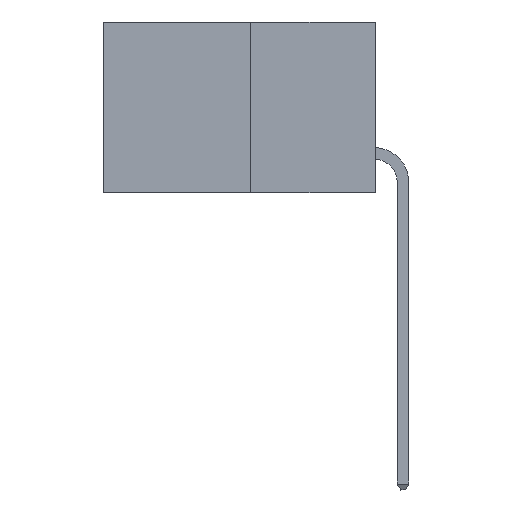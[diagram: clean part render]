
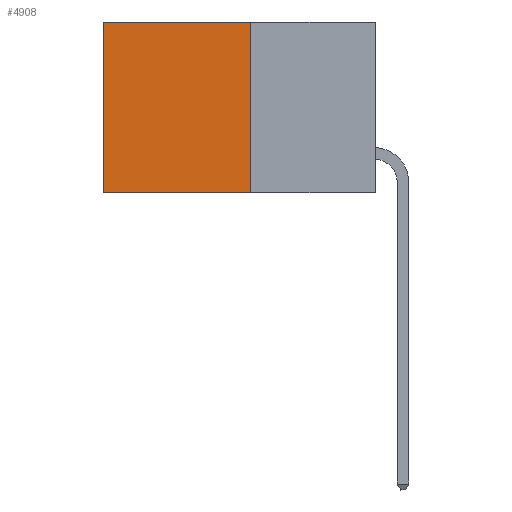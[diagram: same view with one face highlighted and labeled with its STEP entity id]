
A CAD part, left-side view. The second image highlights one B-rep face of the part: STEP entity #4908.
In plain terms, the highlighted planar face has unit normal (-1, 0, 0).
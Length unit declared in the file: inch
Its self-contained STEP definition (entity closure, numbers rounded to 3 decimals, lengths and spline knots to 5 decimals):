
#215 = DIRECTION ( 'NONE',  ( 0., 0., -1. ) ) ;
#271 = CARTESIAN_POINT ( 'NONE',  ( 0.277, 0.27, -0.37 ) ) ;
#360 = VECTOR ( 'NONE', #215, 39.37008 ) ;
#965 = LINE ( 'NONE', #8829, #5311 ) ;
#969 = CARTESIAN_POINT ( 'NONE',  ( 0.277, 0.59, 0. ) ) ;
#1577 = VERTEX_POINT ( 'NONE', #3200 ) ;
#1661 = VECTOR ( 'NONE', #6493, 39.37008 ) ;
#1817 = VERTEX_POINT ( 'NONE', #969 ) ;
#2387 = LINE ( 'NONE', #271, #360 ) ;
#2461 = VERTEX_POINT ( 'NONE', #2836 ) ;
#2646 = LINE ( 'NONE', #8664, #6405 ) ;
#2666 = DIRECTION ( 'NONE',  ( 0., 0., -1. ) ) ;
#2682 = DIRECTION ( 'NONE',  ( 1., 0., 0. ) ) ;
#2825 = PLANE ( 'NONE',  #4864 ) ;
#2836 = CARTESIAN_POINT ( 'NONE',  ( 0.277, 0.27, -0.37 ) ) ;
#2845 = ORIENTED_EDGE ( 'NONE', *, *, #8908, .T. ) ;
#2896 = ORIENTED_EDGE ( 'NONE', *, *, #5386, .F. ) ;
#2905 = ORIENTED_EDGE ( 'NONE', *, *, #9061, .F. ) ;
#2959 = ORIENTED_EDGE ( 'NONE', *, *, #6575, .T. ) ;
#3014 = CARTESIAN_POINT ( 'NONE',  ( 0.277, 0.27, -0.37 ) ) ;
#3200 = CARTESIAN_POINT ( 'NONE',  ( 0.277, 0.59, -0.37 ) ) ;
#3302 = DIRECTION ( 'NONE',  ( 0., 1., 0. ) ) ;
#3593 = FACE_OUTER_BOUND ( 'NONE', #8237, .T. ) ;
#3910 = LINE ( 'NONE', #6528, #1661 ) ;
#4460 = VERTEX_POINT ( 'NONE', #5293 ) ;
#4864 = AXIS2_PLACEMENT_3D ( 'NONE', #3014, #2682, #2666 ) ;
#4883 = DIRECTION ( 'NONE',  ( 0., 1., 0. ) ) ;
#4908 = ADVANCED_FACE ( 'NONE', ( #3593 ), #2825, .F. ) ;
#5293 = CARTESIAN_POINT ( 'NONE',  ( 0.277, 0.27, 0. ) ) ;
#5311 = VECTOR ( 'NONE', #4883, 39.37008 ) ;
#5386 = EDGE_CURVE ( 'NONE', #4460, #2461, #2387, .T. ) ;
#6405 = VECTOR ( 'NONE', #3302, 39.37008 ) ;
#6493 = DIRECTION ( 'NONE',  ( 0., 0., -1. ) ) ;
#6528 = CARTESIAN_POINT ( 'NONE',  ( 0.277, 0.59, -0.37 ) ) ;
#6575 = EDGE_CURVE ( 'NONE', #1817, #1577, #3910, .T. ) ;
#8237 = EDGE_LOOP ( 'NONE', ( #2959, #2905, #2896, #2845 ) ) ;
#8664 = CARTESIAN_POINT ( 'NONE',  ( 0.277, 0.27, 0. ) ) ;
#8829 = CARTESIAN_POINT ( 'NONE',  ( 0.277, 0.27, -0.37 ) ) ;
#8908 = EDGE_CURVE ( 'NONE', #4460, #1817, #2646, .T. ) ;
#9061 = EDGE_CURVE ( 'NONE', #2461, #1577, #965, .T. ) ;
